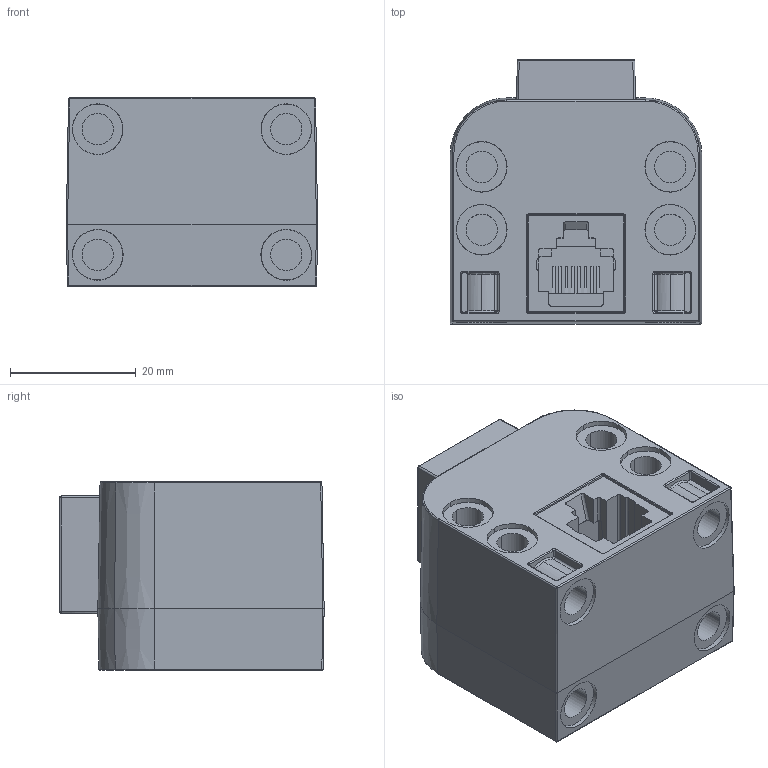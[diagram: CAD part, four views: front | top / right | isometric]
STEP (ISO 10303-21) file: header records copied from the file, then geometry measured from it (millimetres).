
FILE_DESCRIPTION (( 'STEP AP214' ), '1' );
FILE_NAME ('BUbeta.STEP', '2019-08-21T18:20:24', ( '' ), ( '' ), 'SwSTEP 2.0', 'SolidWorks 2019', '' );
FILE_SCHEMA (( 'AUTOMOTIVE_DESIGN' ));
Length unit declared in the file: millimetre
Products named in the file (1): BUbeta
Bounding box: 40 x 42.04 x 30 mm (x, y, z)
Volume: 38019.9 mm3; surface area: 15469.3 mm2
Topology: 1 solids, 2 shells, 475 faces, 1202 edges, 760 vertices
Faces by surface type: plane 227, cylinder 148, cone 46, bspline 42, torus 8, sphere 4
Entity records: 21655 total; most frequent: CARTESIAN_POINT 5821, ORIENTED_EDGE 2386, DIRECTION 2164, EDGE_CURVE 1193, VERTEX_POINT 760, AXIS2_PLACEMENT_3D 723, VECTOR 718, LINE 718
